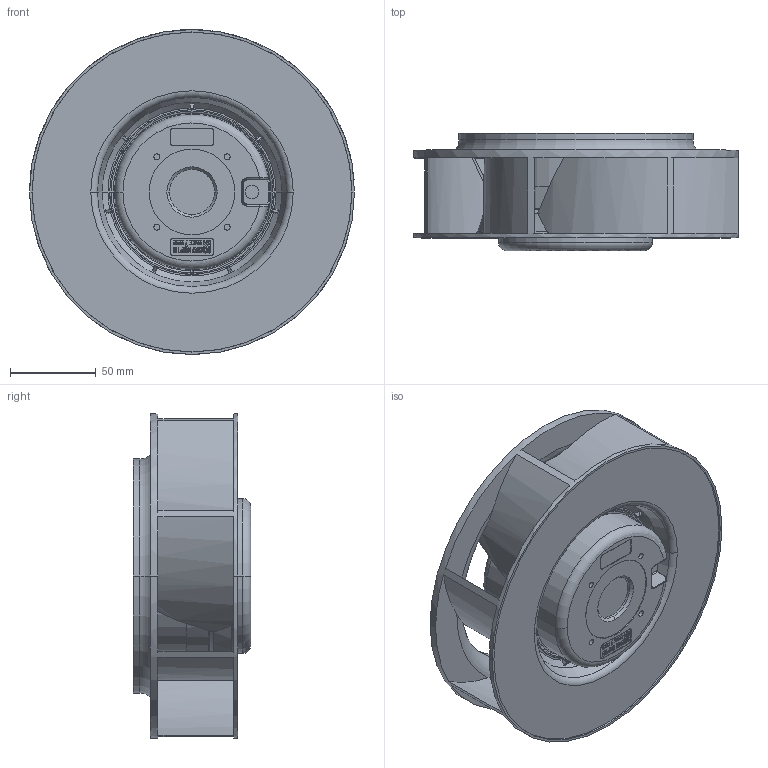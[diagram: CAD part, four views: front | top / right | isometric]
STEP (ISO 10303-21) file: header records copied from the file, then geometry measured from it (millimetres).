
FILE_DESCRIPTION (( 'STEP AP203' ), '1' );
FILE_NAME ('ODB19069.stp', '2022-03-14T20:44:05', ( '' ), ( '' ), 'SwSTEP 2.0', 'SolidWorks 2018', '' );
FILE_SCHEMA (( 'CONFIG_CONTROL_DESIGN' ));
Length unit declared in the file: millimetre
Products named in the file (1): ODB19069
Bounding box: 189.5 x 68.5 x 189.5 mm (x, y, z)
Surface area: 200575.8 mm2 (no closed solid volume)
Topology: 0 solids, 2 shells, 716 faces, 1883 edges, 1197 vertices
Faces by surface type: plane 296, bspline 220, cylinder 122, torus 54, cone 24
Entity records: 35035 total; most frequent: CARTESIAN_POINT 19066, ORIENTED_EDGE 3754, DIRECTION 2583, EDGE_CURVE 1883, VERTEX_POINT 1197, LINE 875, VECTOR 875, AXIS2_PLACEMENT_3D 854
